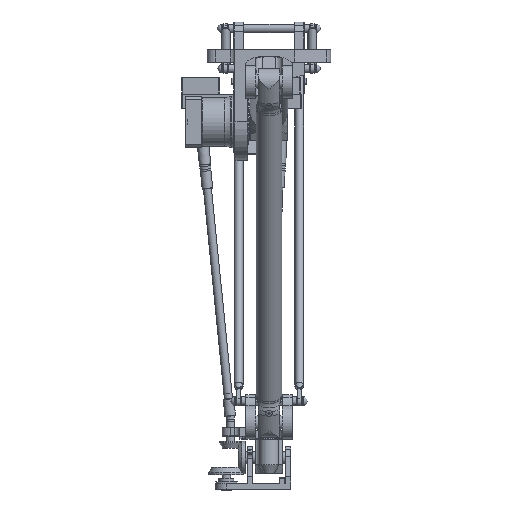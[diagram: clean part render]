
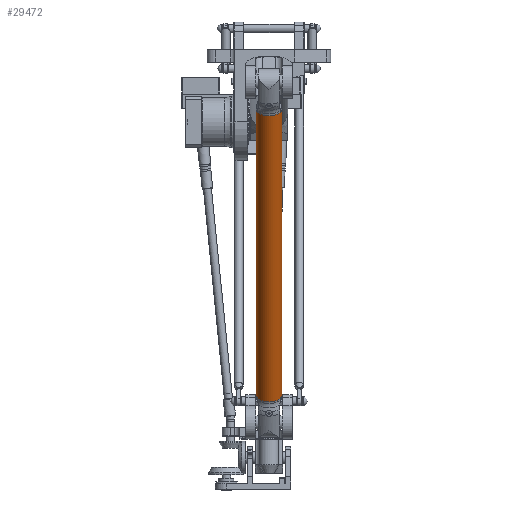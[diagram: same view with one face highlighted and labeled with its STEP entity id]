
A CAD part, front view. The second image highlights one B-rep face of the part: STEP entity #29472.
In plain terms, the highlighted cylindrical face has radius 30 mm (diameter 60 mm), a full revolution.
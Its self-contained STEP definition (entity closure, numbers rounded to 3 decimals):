
#1028=FACE_BOUND('',#7186,.T.);
#2626=CIRCLE('',#32338,30.);
#2633=CIRCLE('',#32350,30.);
#3663=CYLINDRICAL_SURFACE('',#32351,30.);
#4857=FACE_OUTER_BOUND('',#7185,.T.);
#7185=EDGE_LOOP('',(#23686));
#7186=EDGE_LOOP('',(#23687));
#14449=VERTEX_POINT('',#52153);
#14456=VERTEX_POINT('',#52172);
#17714=EDGE_CURVE('',#14449,#14449,#2626,.T.);
#17721=EDGE_CURVE('',#14456,#14456,#2633,.T.);
#23686=ORIENTED_EDGE('',*,*,#17721,.T.);
#23687=ORIENTED_EDGE('',*,*,#17714,.T.);
#29472=ADVANCED_FACE('',(#4857,#1028),#3663,.T.);
#32338=AXIS2_PLACEMENT_3D('',#52154,#38629,#38630);
#32350=AXIS2_PLACEMENT_3D('',#52173,#38653,#38654);
#32351=AXIS2_PLACEMENT_3D('',#52174,#38655,#38656);
#38629=DIRECTION('center_axis',(1.,0.,0.));
#38630=DIRECTION('ref_axis',(0.,0.,1.));
#38653=DIRECTION('center_axis',(-1.,0.,0.));
#38654=DIRECTION('ref_axis',(0.,0.,1.));
#38655=DIRECTION('center_axis',(-1.,0.,0.));
#38656=DIRECTION('ref_axis',(0.,0.,1.));
#52153=CARTESIAN_POINT('',(-719.9,0.,-30.));
#52154=CARTESIAN_POINT('Origin',(-719.9,0.,0.));
#52172=CARTESIAN_POINT('',(60.9,0.,-30.));
#52173=CARTESIAN_POINT('Origin',(60.9,0.,0.));
#52174=CARTESIAN_POINT('Origin',(65.,0.,0.));
